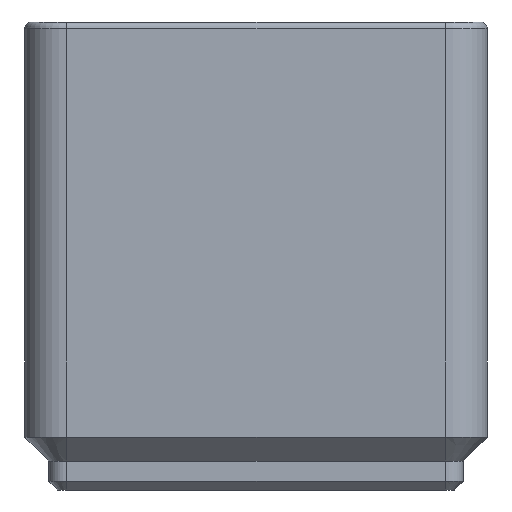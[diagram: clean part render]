
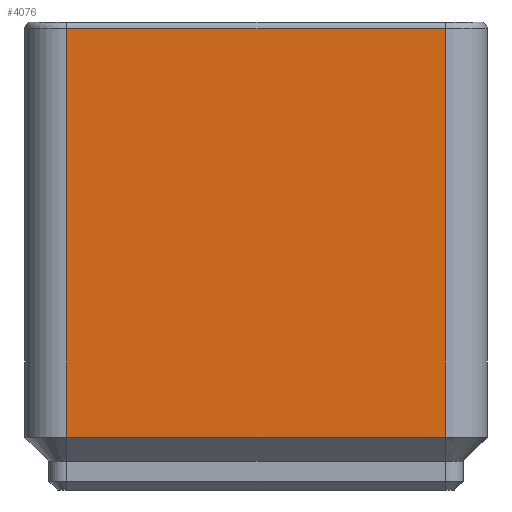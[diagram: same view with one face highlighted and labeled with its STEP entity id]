
A CAD part, left-side view. The second image highlights one B-rep face of the part: STEP entity #4076.
In plain terms, the highlighted planar face has unit normal (-1, 0, 0).
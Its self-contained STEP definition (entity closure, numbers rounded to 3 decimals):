
#686 = CYLINDRICAL_SURFACE('',#687,0.6);
#687 = AXIS2_PLACEMENT_3D('',#688,#689,#690);
#688 = CARTESIAN_POINT('',(0.85,4.,41.4));
#689 = DIRECTION('',(0.,-1.,0.));
#690 = DIRECTION('',(1.,0.,0.));
#1772 = VERTEX_POINT('',#1773);
#1773 = CARTESIAN_POINT('',(0.25,4.,41.4));
#1790 = CYLINDRICAL_SURFACE('',#1791,3.75);
#1791 = AXIS2_PLACEMENT_3D('',#1792,#1793,#1794);
#1792 = CARTESIAN_POINT('',(4.,4.,0.));
#1793 = DIRECTION('',(0.,0.,1.));
#1794 = DIRECTION('',(1.,0.,0.));
#1850 = EDGE_CURVE('',#1851,#1772,#1853,.T.);
#1851 = VERTEX_POINT('',#1852);
#1852 = CARTESIAN_POINT('',(0.25,38.,41.4));
#1853 = SURFACE_CURVE('',#1854,(#1858,#1865),.PCURVE_S1.);
#1854 = LINE('',#1855,#1856);
#1855 = CARTESIAN_POINT('',(0.25,4.,41.4));
#1856 = VECTOR('',#1857,1.);
#1857 = DIRECTION('',(0.,-1.,0.));
#1858 = PCURVE('',#686,#1859);
#1859 = DEFINITIONAL_REPRESENTATION('',(#1860),#1864);
#1860 = LINE('',#1861,#1862);
#1861 = CARTESIAN_POINT('',(3.142,0.));
#1862 = VECTOR('',#1863,1.);
#1863 = DIRECTION('',(0.,1.));
#1864 = ( GEOMETRIC_REPRESENTATION_CONTEXT(2) 
PARAMETRIC_REPRESENTATION_CONTEXT() REPRESENTATION_CONTEXT('2D SPACE',''
  ) );
#1865 = PCURVE('',#1866,#1871);
#1866 = PLANE('',#1867);
#1867 = AXIS2_PLACEMENT_3D('',#1868,#1869,#1870);
#1868 = CARTESIAN_POINT('',(0.25,21.,20.7));
#1869 = DIRECTION('',(-1.,0.,0.));
#1870 = DIRECTION('',(0.,0.,-1.));
#1871 = DEFINITIONAL_REPRESENTATION('',(#1872),#1876);
#1872 = LINE('',#1873,#1874);
#1873 = CARTESIAN_POINT('',(-20.7,17.));
#1874 = VECTOR('',#1875,1.);
#1875 = DIRECTION('',(0.,1.));
#1876 = ( GEOMETRIC_REPRESENTATION_CONTEXT(2) 
PARAMETRIC_REPRESENTATION_CONTEXT() REPRESENTATION_CONTEXT('2D SPACE',''
  ) );
#1977 = CYLINDRICAL_SURFACE('',#1978,3.75);
#1978 = AXIS2_PLACEMENT_3D('',#1979,#1980,#1981);
#1979 = CARTESIAN_POINT('',(4.,38.,0.));
#1980 = DIRECTION('',(0.,0.,1.));
#1981 = DIRECTION('',(1.,0.,0.));
#4003 = EDGE_CURVE('',#4004,#1772,#4006,.T.);
#4004 = VERTEX_POINT('',#4005);
#4005 = CARTESIAN_POINT('',(0.25,4.,4.75));
#4006 = SURFACE_CURVE('',#4007,(#4011,#4018),.PCURVE_S1.);
#4007 = LINE('',#4008,#4009);
#4008 = CARTESIAN_POINT('',(0.25,4.,0.));
#4009 = VECTOR('',#4010,1.);
#4010 = DIRECTION('',(0.,0.,1.));
#4011 = PCURVE('',#1790,#4012);
#4012 = DEFINITIONAL_REPRESENTATION('',(#4013),#4017);
#4013 = LINE('',#4014,#4015);
#4014 = CARTESIAN_POINT('',(3.142,0.));
#4015 = VECTOR('',#4016,1.);
#4016 = DIRECTION('',(0.,1.));
#4017 = ( GEOMETRIC_REPRESENTATION_CONTEXT(2) 
PARAMETRIC_REPRESENTATION_CONTEXT() REPRESENTATION_CONTEXT('2D SPACE',''
  ) );
#4018 = PCURVE('',#1866,#4019);
#4019 = DEFINITIONAL_REPRESENTATION('',(#4020),#4024);
#4020 = LINE('',#4021,#4022);
#4021 = CARTESIAN_POINT('',(20.7,17.));
#4022 = VECTOR('',#4023,1.);
#4023 = DIRECTION('',(-1.,0.));
#4024 = ( GEOMETRIC_REPRESENTATION_CONTEXT(2) 
PARAMETRIC_REPRESENTATION_CONTEXT() REPRESENTATION_CONTEXT('2D SPACE',''
  ) );
#4076 = ADVANCED_FACE('',(#4077),#1866,.T.);
#4077 = FACE_BOUND('',#4078,.T.);
#4078 = EDGE_LOOP('',(#4079,#4080,#4103,#4129));
#4079 = ORIENTED_EDGE('',*,*,#1850,.F.);
#4080 = ORIENTED_EDGE('',*,*,#4081,.F.);
#4081 = EDGE_CURVE('',#4082,#1851,#4084,.T.);
#4082 = VERTEX_POINT('',#4083);
#4083 = CARTESIAN_POINT('',(0.25,38.,4.75));
#4084 = SURFACE_CURVE('',#4085,(#4089,#4096),.PCURVE_S1.);
#4085 = LINE('',#4086,#4087);
#4086 = CARTESIAN_POINT('',(0.25,38.,0.));
#4087 = VECTOR('',#4088,1.);
#4088 = DIRECTION('',(0.,0.,1.));
#4089 = PCURVE('',#1866,#4090);
#4090 = DEFINITIONAL_REPRESENTATION('',(#4091),#4095);
#4091 = LINE('',#4092,#4093);
#4092 = CARTESIAN_POINT('',(20.7,-17.));
#4093 = VECTOR('',#4094,1.);
#4094 = DIRECTION('',(-1.,0.));
#4095 = ( GEOMETRIC_REPRESENTATION_CONTEXT(2) 
PARAMETRIC_REPRESENTATION_CONTEXT() REPRESENTATION_CONTEXT('2D SPACE',''
  ) );
#4096 = PCURVE('',#1977,#4097);
#4097 = DEFINITIONAL_REPRESENTATION('',(#4098),#4102);
#4098 = LINE('',#4099,#4100);
#4099 = CARTESIAN_POINT('',(3.142,0.));
#4100 = VECTOR('',#4101,1.);
#4101 = DIRECTION('',(0.,1.));
#4102 = ( GEOMETRIC_REPRESENTATION_CONTEXT(2) 
PARAMETRIC_REPRESENTATION_CONTEXT() REPRESENTATION_CONTEXT('2D SPACE',''
  ) );
#4103 = ORIENTED_EDGE('',*,*,#4104,.F.);
#4104 = EDGE_CURVE('',#4004,#4082,#4105,.T.);
#4105 = SURFACE_CURVE('',#4106,(#4110,#4117),.PCURVE_S1.);
#4106 = LINE('',#4107,#4108);
#4107 = CARTESIAN_POINT('',(0.25,12.5,4.75));
#4108 = VECTOR('',#4109,1.);
#4109 = DIRECTION('',(0.,1.,0.));
#4110 = PCURVE('',#1866,#4111);
#4111 = DEFINITIONAL_REPRESENTATION('',(#4112),#4116);
#4112 = LINE('',#4113,#4114);
#4113 = CARTESIAN_POINT('',(15.95,8.5));
#4114 = VECTOR('',#4115,1.);
#4115 = DIRECTION('',(0.,-1.));
#4116 = ( GEOMETRIC_REPRESENTATION_CONTEXT(2) 
PARAMETRIC_REPRESENTATION_CONTEXT() REPRESENTATION_CONTEXT('2D SPACE',''
  ) );
#4117 = PCURVE('',#4118,#4123);
#4118 = PLANE('',#4119);
#4119 = AXIS2_PLACEMENT_3D('',#4120,#4121,#4122);
#4120 = CARTESIAN_POINT('',(2.4,4.,2.6));
#4121 = DIRECTION('',(0.707,0.,0.707));
#4122 = DIRECTION('',(0.,-1.,0.));
#4123 = DEFINITIONAL_REPRESENTATION('',(#4124),#4128);
#4124 = LINE('',#4125,#4126);
#4125 = CARTESIAN_POINT('',(-8.5,-3.041));
#4126 = VECTOR('',#4127,1.);
#4127 = DIRECTION('',(-1.,0.));
#4128 = ( GEOMETRIC_REPRESENTATION_CONTEXT(2) 
PARAMETRIC_REPRESENTATION_CONTEXT() REPRESENTATION_CONTEXT('2D SPACE',''
  ) );
#4129 = ORIENTED_EDGE('',*,*,#4003,.T.);
